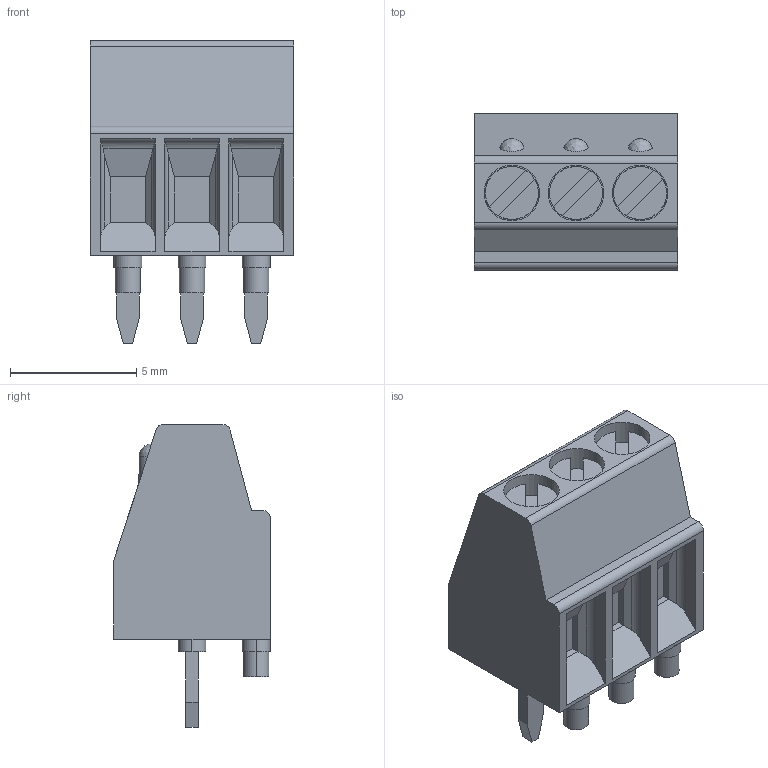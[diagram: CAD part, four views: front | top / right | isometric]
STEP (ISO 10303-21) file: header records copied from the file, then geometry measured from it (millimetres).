
FILE_DESCRIPTION (( 'STEP AP214' ), '1' );
FILE_NAME ('mpt_0,5-3-2,54.STEP', '2018-10-28T18:34:10', ( '' ), ( '' ), 'SwSTEP 2.0', 'SolidWorks 2016', '' );
FILE_SCHEMA (( 'AUTOMOTIVE_DESIGN' ));
Length unit declared in the file: millimetre
Products named in the file (1): mpt_0,5-3-2,54
Bounding box: 8.08 x 6.2 x 12 mm (x, y, z)
Volume: 328.3 mm3; surface area: 450.8 mm2
Topology: 1 solids, 1 shells, 181 faces, 450 edges, 293 vertices
Faces by surface type: plane 110, cylinder 65, bspline 6
Entity records: 7471 total; most frequent: CARTESIAN_POINT 1116, DIRECTION 905, ORIENTED_EDGE 888, EDGE_CURVE 444, AXIS2_PLACEMENT_3D 312, VERTEX_POINT 293, VECTOR 281, LINE 281
